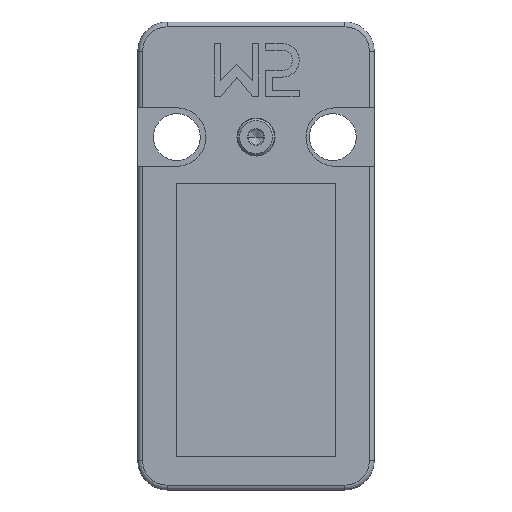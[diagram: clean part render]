
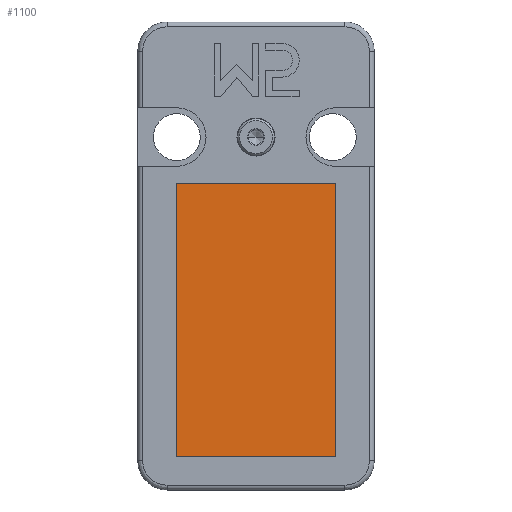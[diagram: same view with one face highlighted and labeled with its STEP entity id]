
A CAD part, front view. The second image highlights one B-rep face of the part: STEP entity #1100.
In plain terms, the highlighted planar face has unit normal (0, -1, 0).
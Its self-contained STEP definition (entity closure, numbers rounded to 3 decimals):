
#1100=ADVANCED_FACE('',(#8170),#8169,.F.);
#8169=PLANE('',#12730);
#8170=FACE_OUTER_BOUND('',#12731,.T.);
#12727=CARTESIAN_POINT('',(-197.016,10.385,-58.025));
#12728=DIRECTION('',(0.,1.,0.));
#12729=DIRECTION('',(0.,0.,1.));
#12730=AXIS2_PLACEMENT_3D('',#12727,#12728,#12729);
#12731=EDGE_LOOP('',(#16688,#16689,#16690,#16691));
#16688=ORIENTED_EDGE('',*,*,#18826,.T.);
#16689=ORIENTED_EDGE('',*,*,#18827,.T.);
#16690=ORIENTED_EDGE('',*,*,#18828,.T.);
#16691=ORIENTED_EDGE('',*,*,#18829,.T.);
#18826=EDGE_CURVE('',#30541,#30542,#30543,.T.);
#18827=EDGE_CURVE('',#30542,#30549,#30550,.T.);
#18828=EDGE_CURVE('',#30549,#30556,#30557,.T.);
#18829=EDGE_CURVE('',#30556,#30541,#30563,.T.);
#30541=VERTEX_POINT('',#38130);
#30542=VERTEX_POINT('',#38131);
#30543=LINE('',#38132,#38133);
#30549=VERTEX_POINT('',#38135);
#30550=LINE('',#38136,#38137);
#30556=VERTEX_POINT('',#38139);
#30557=LINE('',#38140,#38141);
#30563=LINE('',#38143,#38144);
#38130=CARTESIAN_POINT('',(-195.376,10.385,-27.225));
#38131=CARTESIAN_POINT('',(-195.376,10.385,-55.225));
#38132=CARTESIAN_POINT('',(-195.376,10.385,-27.225));
#38133=VECTOR('',#38134,28.);
#38134=DIRECTION('',(0.,0.,-1.));
#38135=CARTESIAN_POINT('',(-178.976,10.385,-55.225));
#38136=CARTESIAN_POINT('',(-195.376,10.385,-55.225));
#38137=VECTOR('',#38138,16.4);
#38138=DIRECTION('',(1.,0.,0.));
#38139=CARTESIAN_POINT('',(-178.976,10.385,-27.225));
#38140=CARTESIAN_POINT('',(-178.976,10.385,-55.225));
#38141=VECTOR('',#38142,28.);
#38142=DIRECTION('',(0.,0.,1.));
#38143=CARTESIAN_POINT('',(-178.976,10.385,-27.225));
#38144=VECTOR('',#38145,16.4);
#38145=DIRECTION('',(-1.,0.,0.));
